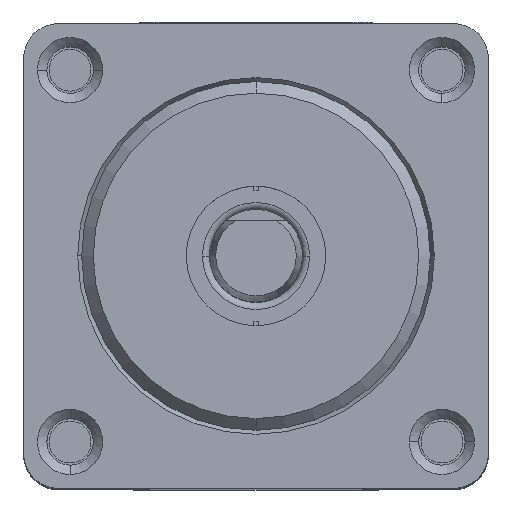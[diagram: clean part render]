
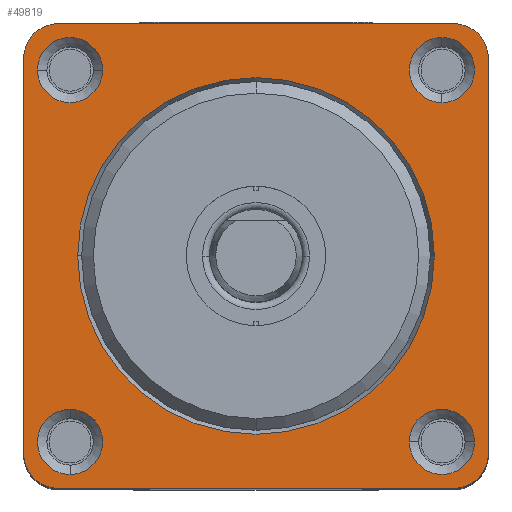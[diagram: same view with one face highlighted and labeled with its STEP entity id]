
A CAD part, top view. The second image highlights one B-rep face of the part: STEP entity #49819.
In plain terms, the highlighted face is planar.
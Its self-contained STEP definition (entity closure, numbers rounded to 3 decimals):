
#48593=CARTESIAN_POINT('',(-8.5,8.5,0.3));
#48594=DIRECTION('',(0.,0.,1.));
#48595=DIRECTION('',(0.,1.,0.));
#48596=AXIS2_PLACEMENT_3D('',#48593,#48594,#48595);
#48607=CARTESIAN_POINT('',(0.,0.,0.3));
#48608=DIRECTION('',(0.,0.,-1.));
#48609=DIRECTION('',(-1.,0.,0.));
#48610=AXIS2_PLACEMENT_3D('',#48607,#48608,#48609);
#48612=CARTESIAN_POINT('',(0.,0.,0.3));
#48613=DIRECTION('',(0.,0.,-1.));
#48614=DIRECTION('',(1.,0.,0.));
#48615=AXIS2_PLACEMENT_3D('',#48612,#48613,#48614);
#48617=DIRECTION('',(0.,-1.,0.));
#48618=VECTOR('',#48617,17.);
#48619=CARTESIAN_POINT('',(-10.,8.5,0.3));
#48620=LINE('',#48619,#48618);
#48669=CARTESIAN_POINT('',(-8.,-8.,0.3));
#48670=DIRECTION('',(0.,0.,-1.));
#48671=DIRECTION('',(-1.,0.,0.));
#48672=AXIS2_PLACEMENT_3D('',#48669,#48670,#48671);
#48678=CARTESIAN_POINT('',(-8.,-8.,0.3));
#48679=DIRECTION('',(0.,0.,-1.));
#48680=DIRECTION('',(1.,0.,0.));
#48681=AXIS2_PLACEMENT_3D('',#48678,#48679,#48680);
#48733=CARTESIAN_POINT('',(8.,-8.,0.3));
#48734=DIRECTION('',(0.,0.,-1.));
#48735=DIRECTION('',(0.,-1.,0.));
#48736=AXIS2_PLACEMENT_3D('',#48733,#48734,#48735);
#48742=CARTESIAN_POINT('',(8.,-8.,0.3));
#48743=DIRECTION('',(0.,0.,-1.));
#48744=DIRECTION('',(0.,1.,0.));
#48745=AXIS2_PLACEMENT_3D('',#48742,#48743,#48744);
#48797=CARTESIAN_POINT('',(8.,8.,0.3));
#48798=DIRECTION('',(0.,0.,-1.));
#48799=DIRECTION('',(1.,0.,0.));
#48800=AXIS2_PLACEMENT_3D('',#48797,#48798,#48799);
#48806=CARTESIAN_POINT('',(8.,8.,0.3));
#48807=DIRECTION('',(0.,0.,-1.));
#48808=DIRECTION('',(-1.,0.,0.));
#48809=AXIS2_PLACEMENT_3D('',#48806,#48807,#48808);
#48861=CARTESIAN_POINT('',(-8.,8.,0.3));
#48862=DIRECTION('',(0.,0.,-1.));
#48863=DIRECTION('',(0.,1.,0.));
#48864=AXIS2_PLACEMENT_3D('',#48861,#48862,#48863);
#48870=CARTESIAN_POINT('',(-8.,8.,0.3));
#48871=DIRECTION('',(0.,0.,-1.));
#48872=DIRECTION('',(0.,-1.,0.));
#48873=AXIS2_PLACEMENT_3D('',#48870,#48871,#48872);
#48944=DIRECTION('',(-1.,0.,0.));
#48945=VECTOR('',#48944,17.);
#48946=CARTESIAN_POINT('',(8.5,10.,0.3));
#48947=LINE('',#48946,#48945);
#48956=CARTESIAN_POINT('',(8.5,8.5,0.3));
#48957=DIRECTION('',(0.,0.,1.));
#48958=DIRECTION('',(1.,0.,0.));
#48959=AXIS2_PLACEMENT_3D('',#48956,#48957,#48958);
#48970=DIRECTION('',(0.,1.,0.));
#48971=VECTOR('',#48970,17.);
#48972=CARTESIAN_POINT('',(10.,-8.5,0.3));
#48973=LINE('',#48972,#48971);
#48982=CARTESIAN_POINT('',(8.5,-8.5,0.3));
#48983=DIRECTION('',(0.,0.,1.));
#48984=DIRECTION('',(0.,-1.,0.));
#48985=AXIS2_PLACEMENT_3D('',#48982,#48983,#48984);
#48996=DIRECTION('',(1.,0.,0.));
#48997=VECTOR('',#48996,17.);
#48998=CARTESIAN_POINT('',(-8.5,-10.,0.3));
#48999=LINE('',#48998,#48997);
#49008=CARTESIAN_POINT('',(-8.5,-8.5,0.3));
#49009=DIRECTION('',(0.,0.,1.));
#49010=DIRECTION('',(-1.,0.,0.));
#49011=AXIS2_PLACEMENT_3D('',#49008,#49009,#49010);
#49615=CARTESIAN_POINT('',(-10.,8.5,0.3));
#49616=CARTESIAN_POINT('',(-10.,-8.5,0.3));
#49617=VERTEX_POINT('',#49615);
#49618=VERTEX_POINT('',#49616);
#49619=CARTESIAN_POINT('',(-8.5,-10.,0.3));
#49620=CARTESIAN_POINT('',(8.5,-10.,0.3));
#49621=VERTEX_POINT('',#49619);
#49622=VERTEX_POINT('',#49620);
#49623=CARTESIAN_POINT('',(10.,-8.5,0.3));
#49624=CARTESIAN_POINT('',(10.,8.5,0.3));
#49625=VERTEX_POINT('',#49623);
#49626=VERTEX_POINT('',#49624);
#49627=CARTESIAN_POINT('',(8.5,10.,0.3));
#49628=CARTESIAN_POINT('',(-8.5,10.,0.3));
#49629=VERTEX_POINT('',#49627);
#49630=VERTEX_POINT('',#49628);
#49631=CARTESIAN_POINT('',(-9.4,-8.,0.3));
#49632=CARTESIAN_POINT('',(-6.6,-8.,0.3));
#49633=VERTEX_POINT('',#49631);
#49634=VERTEX_POINT('',#49632);
#49635=CARTESIAN_POINT('',(8.,-9.4,0.3));
#49636=CARTESIAN_POINT('',(8.,-6.6,0.3));
#49637=VERTEX_POINT('',#49635);
#49638=VERTEX_POINT('',#49636);
#49639=CARTESIAN_POINT('',(9.4,8.,0.3));
#49640=CARTESIAN_POINT('',(6.6,8.,0.3));
#49641=VERTEX_POINT('',#49639);
#49642=VERTEX_POINT('',#49640);
#49643=CARTESIAN_POINT('',(-8.,9.4,0.3));
#49644=CARTESIAN_POINT('',(-8.,6.6,0.3));
#49645=VERTEX_POINT('',#49643);
#49646=VERTEX_POINT('',#49644);
#49651=CARTESIAN_POINT('',(-7.673,0.,0.3));
#49652=CARTESIAN_POINT('',(7.673,0.,0.3));
#49653=VERTEX_POINT('',#49651);
#49654=VERTEX_POINT('',#49652);
#49767=CARTESIAN_POINT('',(0.,0.,0.3));
#49768=DIRECTION('',(0.,0.,-1.));
#49769=DIRECTION('',(0.,-1.,0.));
#49770=AXIS2_PLACEMENT_3D('',#49767,#49768,#49769);
#49771=PLANE('',#49770);
#49773=ORIENTED_EDGE('',*,*,#49772,.T.);
#49775=ORIENTED_EDGE('',*,*,#49774,.T.);
#49777=ORIENTED_EDGE('',*,*,#49776,.T.);
#49779=ORIENTED_EDGE('',*,*,#49778,.T.);
#49781=ORIENTED_EDGE('',*,*,#49780,.T.);
#49783=ORIENTED_EDGE('',*,*,#49782,.T.);
#49785=ORIENTED_EDGE('',*,*,#49784,.T.);
#49786=ORIENTED_EDGE('',*,*,#49756,.T.);
#49787=EDGE_LOOP('',(#49773,#49775,#49777,#49779,#49781,#49783,#49785,#49786));
#49788=FACE_OUTER_BOUND('',#49787,.F.);
#49790=ORIENTED_EDGE('',*,*,#49789,.T.);
#49792=ORIENTED_EDGE('',*,*,#49791,.T.);
#49793=EDGE_LOOP('',(#49790,#49792));
#49794=FACE_BOUND('',#49793,.F.);
#49796=ORIENTED_EDGE('',*,*,#49795,.T.);
#49798=ORIENTED_EDGE('',*,*,#49797,.T.);
#49799=EDGE_LOOP('',(#49796,#49798));
#49800=FACE_BOUND('',#49799,.F.);
#49802=ORIENTED_EDGE('',*,*,#49801,.T.);
#49804=ORIENTED_EDGE('',*,*,#49803,.T.);
#49805=EDGE_LOOP('',(#49802,#49804));
#49806=FACE_BOUND('',#49805,.F.);
#49808=ORIENTED_EDGE('',*,*,#49807,.T.);
#49810=ORIENTED_EDGE('',*,*,#49809,.T.);
#49811=EDGE_LOOP('',(#49808,#49810));
#49812=FACE_BOUND('',#49811,.F.);
#49814=ORIENTED_EDGE('',*,*,#49813,.T.);
#49816=ORIENTED_EDGE('',*,*,#49815,.T.);
#49817=EDGE_LOOP('',(#49814,#49816));
#49818=FACE_BOUND('',#49817,.F.);
#49819=ADVANCED_FACE('',(#49788,#49794,#49800,#49806,#49812,#49818),#49771,.T.);
#48597=CIRCLE('',#48596,1.5);
#48611=CIRCLE('',#48610,7.673);
#48616=CIRCLE('',#48615,7.673);
#48673=CIRCLE('',#48672,1.4);
#48682=CIRCLE('',#48681,1.4);
#48737=CIRCLE('',#48736,1.4);
#48746=CIRCLE('',#48745,1.4);
#48801=CIRCLE('',#48800,1.4);
#48810=CIRCLE('',#48809,1.4);
#48865=CIRCLE('',#48864,1.4);
#48874=CIRCLE('',#48873,1.4);
#48960=CIRCLE('',#48959,1.5);
#48986=CIRCLE('',#48985,1.5);
#49012=CIRCLE('',#49011,1.5);
#49756=EDGE_CURVE('',#49630,#49617,#48597,.T.);
#49772=EDGE_CURVE('',#49617,#49618,#48620,.T.);
#49774=EDGE_CURVE('',#49618,#49621,#49012,.T.);
#49776=EDGE_CURVE('',#49621,#49622,#48999,.T.);
#49778=EDGE_CURVE('',#49622,#49625,#48986,.T.);
#49780=EDGE_CURVE('',#49625,#49626,#48973,.T.);
#49782=EDGE_CURVE('',#49626,#49629,#48960,.T.);
#49784=EDGE_CURVE('',#49629,#49630,#48947,.T.);
#49789=EDGE_CURVE('',#49633,#49634,#48673,.T.);
#49791=EDGE_CURVE('',#49634,#49633,#48682,.T.);
#49795=EDGE_CURVE('',#49637,#49638,#48737,.T.);
#49797=EDGE_CURVE('',#49638,#49637,#48746,.T.);
#49801=EDGE_CURVE('',#49641,#49642,#48801,.T.);
#49803=EDGE_CURVE('',#49642,#49641,#48810,.T.);
#49807=EDGE_CURVE('',#49645,#49646,#48865,.T.);
#49809=EDGE_CURVE('',#49646,#49645,#48874,.T.);
#49813=EDGE_CURVE('',#49653,#49654,#48611,.T.);
#49815=EDGE_CURVE('',#49654,#49653,#48616,.T.);
